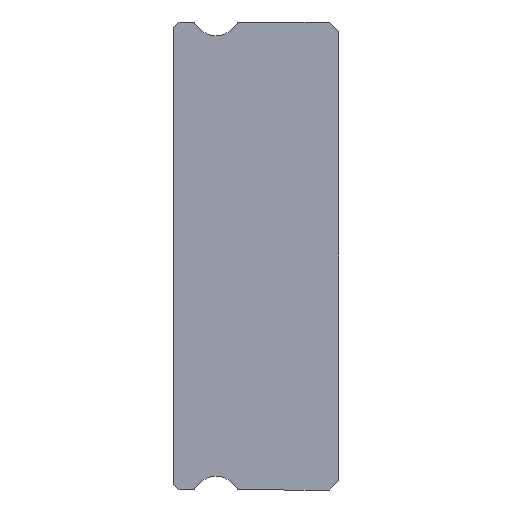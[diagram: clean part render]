
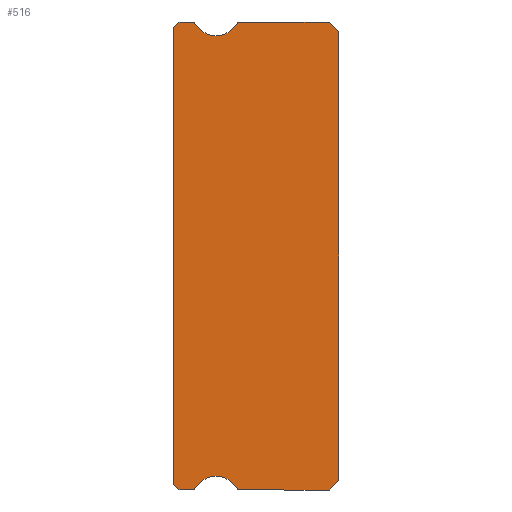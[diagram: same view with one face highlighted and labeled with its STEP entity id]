
A CAD part, left-side view. The second image highlights one B-rep face of the part: STEP entity #516.
In plain terms, the highlighted planar face has unit normal (-1, 0, 0).
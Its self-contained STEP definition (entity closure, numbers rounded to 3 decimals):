
#4 = CARTESIAN_POINT ( 'NONE',  ( -10., 5.217, 11.925 ) ) ;
#17 = CARTESIAN_POINT ( 'NONE',  ( -10., 8.2, 12. ) ) ;
#30 = CARTESIAN_POINT ( 'NONE',  ( -10., 7.383, -11.925 ) ) ;
#37 = VERTEX_POINT ( 'NONE', #17 ) ;
#38 = EDGE_CURVE ( 'NONE', #1021, #37, #1366, .T. ) ;
#51 = CARTESIAN_POINT ( 'NONE',  ( -10., 0., -11.5 ) ) ;
#65 = FACE_OUTER_BOUND ( 'NONE', #1089, .T. ) ;
#104 = DIRECTION ( 'NONE',  ( 0., 0., -1. ) ) ;
#153 = DIRECTION ( 'NONE',  ( 0., 0., -1. ) ) ;
#165 = CARTESIAN_POINT ( 'NONE',  ( -10., 0., 11.5 ) ) ;
#166 = AXIS2_PLACEMENT_3D ( 'NONE', #451, #567, #104 ) ;
#182 = EDGE_CURVE ( 'NONE', #1405, #1068, #969, .T. ) ;
#185 = ORIENTED_EDGE ( 'NONE', *, *, #728, .F. ) ;
#186 = DIRECTION ( 'NONE',  ( 0., -0.707, -0.707 ) ) ;
#207 = LINE ( 'NONE', #773, #363 ) ;
#210 = DIRECTION ( 'NONE',  ( -1., 0., 0. ) ) ;
#237 = VECTOR ( 'NONE', #679, 1000. ) ;
#245 = ORIENTED_EDGE ( 'NONE', *, *, #38, .T. ) ;
#249 = CARTESIAN_POINT ( 'NONE',  ( -10., 6.3, 11.3 ) ) ;
#274 = EDGE_CURVE ( 'NONE', #37, #828, #733, .T. ) ;
#283 = VECTOR ( 'NONE', #760, 1000. ) ;
#287 = CIRCLE ( 'NONE', #641, 0.15 ) ;
#288 = CARTESIAN_POINT ( 'NONE',  ( -10., 6.3, -12.55 ) ) ;
#302 = VERTEX_POINT ( 'NONE', #4 ) ;
#303 = CARTESIAN_POINT ( 'NONE',  ( -10., 7.512, -12. ) ) ;
#309 = EDGE_CURVE ( 'NONE', #1068, #437, #287, .T. ) ;
#319 = CARTESIAN_POINT ( 'NONE',  ( -10., 0., -11.5 ) ) ;
#321 = DIRECTION ( 'NONE',  ( 0., 0., -1. ) ) ;
#342 = EDGE_CURVE ( 'NONE', #1285, #496, #1181, .T. ) ;
#351 = EDGE_CURVE ( 'NONE', #860, #1405, #1324, .T. ) ;
#359 = EDGE_CURVE ( 'NONE', #654, #539, #1000, .T. ) ;
#363 = VECTOR ( 'NONE', #1215, 1000. ) ;
#374 = ORIENTED_EDGE ( 'NONE', *, *, #928, .F. ) ;
#393 = DIRECTION ( 'NONE',  ( 0., 0., -1. ) ) ;
#396 = LINE ( 'NONE', #51, #1418 ) ;
#412 = LINE ( 'NONE', #303, #283 ) ;
#415 = CARTESIAN_POINT ( 'NONE',  ( -10., 7.512, 11.85 ) ) ;
#417 = CARTESIAN_POINT ( 'NONE',  ( -10., 7.512, -12. ) ) ;
#419 = CARTESIAN_POINT ( 'NONE',  ( -10., 5.088, 12. ) ) ;
#424 = ORIENTED_EDGE ( 'NONE', *, *, #438, .F. ) ;
#426 = DIRECTION ( 'NONE',  ( 0., 0., -1. ) ) ;
#432 = DIRECTION ( 'NONE',  ( 0., 0., 1. ) ) ;
#434 = CARTESIAN_POINT ( 'NONE',  ( -10., 7.512, 12. ) ) ;
#437 = VERTEX_POINT ( 'NONE', #825 ) ;
#438 = EDGE_CURVE ( 'NONE', #302, #948, #1229, .T. ) ;
#443 = DIRECTION ( 'NONE',  ( 0., 0., 1. ) ) ;
#451 = CARTESIAN_POINT ( 'NONE',  ( -10., 5.088, -11.85 ) ) ;
#461 = DIRECTION ( 'NONE',  ( 0., 1., 0. ) ) ;
#487 = VERTEX_POINT ( 'NONE', #588 ) ;
#496 = VERTEX_POINT ( 'NONE', #249 ) ;
#500 = ORIENTED_EDGE ( 'NONE', *, *, #564, .T. ) ;
#501 = VECTOR ( 'NONE', #1259, 1000. ) ;
#511 = ORIENTED_EDGE ( 'NONE', *, *, #274, .T. ) ;
#516 = ADVANCED_FACE ( 'NONE', ( #65 ), #521, .F. ) ;
#521 = PLANE ( 'NONE',  #645 ) ;
#532 = AXIS2_PLACEMENT_3D ( 'NONE', #571, #1335, #426 ) ;
#539 = VERTEX_POINT ( 'NONE', #165 ) ;
#553 = VECTOR ( 'NONE', #443, 1000. ) ;
#556 = LINE ( 'NONE', #417, #666 ) ;
#564 = EDGE_CURVE ( 'NONE', #1231, #729, #1425, .T. ) ;
#567 = DIRECTION ( 'NONE',  ( 1., 0., 0. ) ) ;
#571 = CARTESIAN_POINT ( 'NONE',  ( -10., 6.3, 12.55 ) ) ;
#575 = AXIS2_PLACEMENT_3D ( 'NONE', #1224, #210, #1118 ) ;
#584 = CARTESIAN_POINT ( 'NONE',  ( -10., 5.217, -11.925 ) ) ;
#588 = CARTESIAN_POINT ( 'NONE',  ( -10., 0.5, 12. ) ) ;
#620 = VECTOR ( 'NONE', #432, 1000. ) ;
#640 = CARTESIAN_POINT ( 'NONE',  ( -10., 8.5, 11.85 ) ) ;
#641 = AXIS2_PLACEMENT_3D ( 'NONE', #888, #1134, #321 ) ;
#645 = AXIS2_PLACEMENT_3D ( 'NONE', #415, #985, #957 ) ;
#654 = VERTEX_POINT ( 'NONE', #319 ) ;
#666 = VECTOR ( 'NONE', #1433, 1000. ) ;
#667 = EDGE_CURVE ( 'NONE', #496, #302, #1234, .T. ) ;
#679 = DIRECTION ( 'NONE',  ( 0., 0.707, -0.707 ) ) ;
#710 = LINE ( 'NONE', #1144, #501 ) ;
#711 = ORIENTED_EDGE ( 'NONE', *, *, #359, .T. ) ;
#724 = ORIENTED_EDGE ( 'NONE', *, *, #351, .F. ) ;
#728 = EDGE_CURVE ( 'NONE', #948, #487, #207, .T. ) ;
#729 = VERTEX_POINT ( 'NONE', #907 ) ;
#733 = LINE ( 'NONE', #1023, #237 ) ;
#735 = ORIENTED_EDGE ( 'NONE', *, *, #1173, .F. ) ;
#760 = DIRECTION ( 'NONE',  ( 0., 1., 0. ) ) ;
#773 = CARTESIAN_POINT ( 'NONE',  ( -10., 7.512, 12. ) ) ;
#821 = EDGE_CURVE ( 'NONE', #654, #954, #396, .T. ) ;
#825 = CARTESIAN_POINT ( 'NONE',  ( -10., 7.512, -12. ) ) ;
#828 = VERTEX_POINT ( 'NONE', #873 ) ;
#837 = VECTOR ( 'NONE', #186, 1000. ) ;
#844 = CARTESIAN_POINT ( 'NONE',  ( -10., 5.088, -12. ) ) ;
#860 = VERTEX_POINT ( 'NONE', #844 ) ;
#873 = CARTESIAN_POINT ( 'NONE',  ( -10., 8.5, 11.7 ) ) ;
#888 = CARTESIAN_POINT ( 'NONE',  ( -10., 7.512, -11.85 ) ) ;
#900 = AXIS2_PLACEMENT_3D ( 'NONE', #943, #1374, #153 ) ;
#902 = AXIS2_PLACEMENT_3D ( 'NONE', #1400, #980, #1295 ) ;
#907 = CARTESIAN_POINT ( 'NONE',  ( -10., 8.2, -12. ) ) ;
#914 = ORIENTED_EDGE ( 'NONE', *, *, #1284, .T. ) ;
#925 = CARTESIAN_POINT ( 'NONE',  ( -10., 8.2, 12. ) ) ;
#928 = EDGE_CURVE ( 'NONE', #1021, #1285, #1303, .T. ) ;
#943 = CARTESIAN_POINT ( 'NONE',  ( -10., 5.088, 11.85 ) ) ;
#944 = DIRECTION ( 'NONE',  ( -1., 0., 0. ) ) ;
#947 = ORIENTED_EDGE ( 'NONE', *, *, #342, .F. ) ;
#948 = VERTEX_POINT ( 'NONE', #419 ) ;
#954 = VERTEX_POINT ( 'NONE', #1442 ) ;
#957 = DIRECTION ( 'NONE',  ( 0., 0., -1. ) ) ;
#960 = ORIENTED_EDGE ( 'NONE', *, *, #309, .F. ) ;
#963 = DIRECTION ( 'NONE',  ( 0., 0.707, -0.707 ) ) ;
#969 = CIRCLE ( 'NONE', #1086, 1.25 ) ;
#980 = DIRECTION ( 'NONE',  ( 1., 0., 0. ) ) ;
#985 = DIRECTION ( 'NONE',  ( 1., 0., 0. ) ) ;
#1000 = LINE ( 'NONE', #1451, #553 ) ;
#1021 = VERTEX_POINT ( 'NONE', #434 ) ;
#1023 = CARTESIAN_POINT ( 'NONE',  ( -10., 8.5, 11.7 ) ) ;
#1068 = VERTEX_POINT ( 'NONE', #30 ) ;
#1083 = VECTOR ( 'NONE', #461, 1000. ) ;
#1085 = CARTESIAN_POINT ( 'NONE',  ( -10., 8.5, -11.7 ) ) ;
#1086 = AXIS2_PLACEMENT_3D ( 'NONE', #288, #944, #393 ) ;
#1089 = EDGE_LOOP ( 'NONE', ( #1174, #500, #914, #960, #1281, #724, #1191, #1132, #711, #735, #185, #424, #1213, #947, #374, #245, #511 ) ) ;
#1092 = LINE ( 'NONE', #640, #620 ) ;
#1118 = DIRECTION ( 'NONE',  ( 0., 0., -1. ) ) ;
#1132 = ORIENTED_EDGE ( 'NONE', *, *, #821, .F. ) ;
#1134 = DIRECTION ( 'NONE',  ( 1., 0., 0. ) ) ;
#1144 = CARTESIAN_POINT ( 'NONE',  ( -10., 0.5, 12. ) ) ;
#1173 = EDGE_CURVE ( 'NONE', #487, #539, #710, .T. ) ;
#1174 = ORIENTED_EDGE ( 'NONE', *, *, #1193, .F. ) ;
#1181 = CIRCLE ( 'NONE', #575, 1.25 ) ;
#1191 = ORIENTED_EDGE ( 'NONE', *, *, #1331, .F. ) ;
#1193 = EDGE_CURVE ( 'NONE', #1231, #828, #1092, .T. ) ;
#1213 = ORIENTED_EDGE ( 'NONE', *, *, #667, .F. ) ;
#1215 = DIRECTION ( 'NONE',  ( 0., -1., 0. ) ) ;
#1224 = CARTESIAN_POINT ( 'NONE',  ( -10., 6.3, 12.55 ) ) ;
#1229 = CIRCLE ( 'NONE', #900, 0.15 ) ;
#1231 = VERTEX_POINT ( 'NONE', #1085 ) ;
#1234 = CIRCLE ( 'NONE', #532, 1.25 ) ;
#1259 = DIRECTION ( 'NONE',  ( 0., -0.707, -0.707 ) ) ;
#1281 = ORIENTED_EDGE ( 'NONE', *, *, #182, .F. ) ;
#1284 = EDGE_CURVE ( 'NONE', #729, #437, #556, .T. ) ;
#1285 = VERTEX_POINT ( 'NONE', #1411 ) ;
#1295 = DIRECTION ( 'NONE',  ( 0., 0., -1. ) ) ;
#1303 = CIRCLE ( 'NONE', #902, 0.15 ) ;
#1313 = CARTESIAN_POINT ( 'NONE',  ( -10., 8.2, -12. ) ) ;
#1324 = CIRCLE ( 'NONE', #166, 0.15 ) ;
#1331 = EDGE_CURVE ( 'NONE', #954, #860, #412, .T. ) ;
#1335 = DIRECTION ( 'NONE',  ( -1., 0., 0. ) ) ;
#1366 = LINE ( 'NONE', #925, #1083 ) ;
#1374 = DIRECTION ( 'NONE',  ( 1., 0., 0. ) ) ;
#1400 = CARTESIAN_POINT ( 'NONE',  ( -10., 7.512, 11.85 ) ) ;
#1405 = VERTEX_POINT ( 'NONE', #584 ) ;
#1411 = CARTESIAN_POINT ( 'NONE',  ( -10., 7.383, 11.925 ) ) ;
#1418 = VECTOR ( 'NONE', #963, 1000. ) ;
#1425 = LINE ( 'NONE', #1313, #837 ) ;
#1433 = DIRECTION ( 'NONE',  ( 0., -1., 0. ) ) ;
#1442 = CARTESIAN_POINT ( 'NONE',  ( -10., 0.5, -12. ) ) ;
#1451 = CARTESIAN_POINT ( 'NONE',  ( -10., 0., 11.5 ) ) ;
